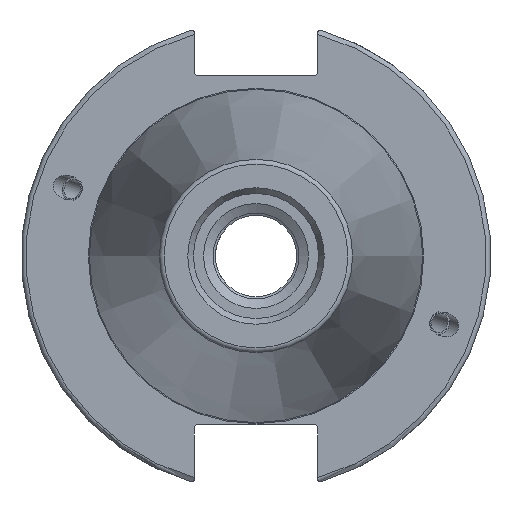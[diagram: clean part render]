
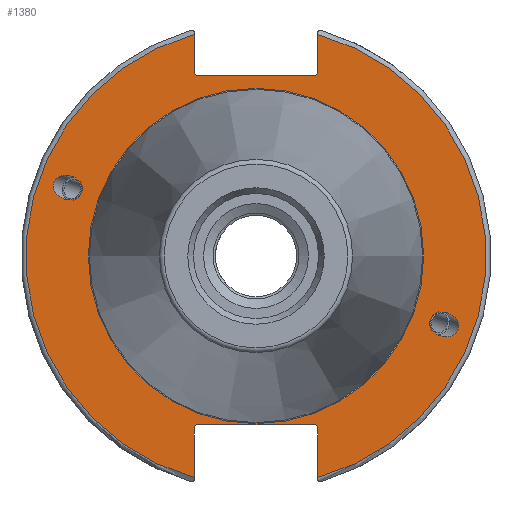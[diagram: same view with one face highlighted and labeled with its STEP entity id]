
A CAD part, left-side view. The second image highlights one B-rep face of the part: STEP entity #1380.
In plain terms, the highlighted planar face has unit normal (-1, 0, 0).
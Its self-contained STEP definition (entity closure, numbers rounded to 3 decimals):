
#31=ELLIPSE('',#1494,3.052,2.5);
#32=ELLIPSE('',#1528,3.052,2.5);
#43=PLANE('',#1534);
#74=FACE_BOUND('',#236,.T.);
#75=FACE_BOUND('',#237,.T.);
#76=FACE_BOUND('',#238,.T.);
#148=FACE_OUTER_BOUND('',#235,.T.);
#235=EDGE_LOOP('',(#1091,#1092,#1093,#1094,#1095,#1096,#1097,#1098,#1099,
#1100,#1101,#1102));
#236=EDGE_LOOP('',(#1103));
#237=EDGE_LOOP('',(#1104));
#238=EDGE_LOOP('',(#1105));
#332=CIRCLE('',#1532,35.125);
#334=CIRCLE('',#1535,48.213);
#335=CIRCLE('',#1536,48.213);
#400=LINE('',#2439,#488);
#401=LINE('',#2441,#489);
#402=LINE('',#2443,#490);
#403=LINE('',#2445,#491);
#404=LINE('',#2447,#492);
#405=LINE('',#2451,#493);
#406=LINE('',#2453,#494);
#407=LINE('',#2455,#495);
#408=LINE('',#2457,#496);
#409=LINE('',#2458,#497);
#488=VECTOR('',#1823,10.);
#489=VECTOR('',#1824,10.);
#490=VECTOR('',#1825,10.);
#491=VECTOR('',#1826,10.);
#492=VECTOR('',#1827,10.);
#493=VECTOR('',#1830,10.);
#494=VECTOR('',#1831,10.);
#495=VECTOR('',#1832,10.);
#496=VECTOR('',#1833,10.);
#497=VECTOR('',#1834,10.);
#603=VERTEX_POINT('',#2185);
#646=VERTEX_POINT('',#2423);
#649=VERTEX_POINT('',#2430);
#650=VERTEX_POINT('',#2435);
#651=VERTEX_POINT('',#2436);
#652=VERTEX_POINT('',#2438);
#653=VERTEX_POINT('',#2440);
#654=VERTEX_POINT('',#2442);
#655=VERTEX_POINT('',#2444);
#656=VERTEX_POINT('',#2446);
#657=VERTEX_POINT('',#2448);
#658=VERTEX_POINT('',#2450);
#659=VERTEX_POINT('',#2452);
#660=VERTEX_POINT('',#2454);
#661=VERTEX_POINT('',#2456);
#756=EDGE_CURVE('',#603,#603,#31,.T.);
#811=EDGE_CURVE('',#646,#646,#32,.T.);
#814=EDGE_CURVE('',#649,#649,#332,.T.);
#816=EDGE_CURVE('',#650,#651,#334,.T.);
#817=EDGE_CURVE('',#650,#652,#400,.T.);
#818=EDGE_CURVE('',#653,#652,#401,.T.);
#819=EDGE_CURVE('',#653,#654,#402,.T.);
#820=EDGE_CURVE('',#655,#654,#403,.T.);
#821=EDGE_CURVE('',#655,#656,#404,.T.);
#822=EDGE_CURVE('',#657,#656,#335,.T.);
#823=EDGE_CURVE('',#657,#658,#405,.T.);
#824=EDGE_CURVE('',#659,#658,#406,.T.);
#825=EDGE_CURVE('',#659,#660,#407,.T.);
#826=EDGE_CURVE('',#661,#660,#408,.T.);
#827=EDGE_CURVE('',#661,#651,#409,.T.);
#1091=ORIENTED_EDGE('',*,*,#816,.F.);
#1092=ORIENTED_EDGE('',*,*,#817,.T.);
#1093=ORIENTED_EDGE('',*,*,#818,.F.);
#1094=ORIENTED_EDGE('',*,*,#819,.T.);
#1095=ORIENTED_EDGE('',*,*,#820,.F.);
#1096=ORIENTED_EDGE('',*,*,#821,.T.);
#1097=ORIENTED_EDGE('',*,*,#822,.F.);
#1098=ORIENTED_EDGE('',*,*,#823,.T.);
#1099=ORIENTED_EDGE('',*,*,#824,.F.);
#1100=ORIENTED_EDGE('',*,*,#825,.T.);
#1101=ORIENTED_EDGE('',*,*,#826,.F.);
#1102=ORIENTED_EDGE('',*,*,#827,.T.);
#1103=ORIENTED_EDGE('',*,*,#756,.T.);
#1104=ORIENTED_EDGE('',*,*,#811,.T.);
#1105=ORIENTED_EDGE('',*,*,#814,.F.);
#1380=ADVANCED_FACE('',(#148,#74,#75,#76),#43,.T.);
#1494=AXIS2_PLACEMENT_3D('',#2187,#1720,#1721);
#1528=AXIS2_PLACEMENT_3D('',#2425,#1807,#1808);
#1532=AXIS2_PLACEMENT_3D('',#2432,#1815,#1816);
#1534=AXIS2_PLACEMENT_3D('',#2434,#1819,#1820);
#1535=AXIS2_PLACEMENT_3D('',#2437,#1821,#1822);
#1536=AXIS2_PLACEMENT_3D('',#2449,#1828,#1829);
#1720=DIRECTION('center_axis',(1.,0.,0.));
#1721=DIRECTION('ref_axis',(0.,-0.94,-0.342));
#1807=DIRECTION('center_axis',(1.,0.,0.));
#1808=DIRECTION('ref_axis',(0.,0.94,0.342));
#1815=DIRECTION('center_axis',(-1.,0.,0.));
#1816=DIRECTION('ref_axis',(0.,-1.,0.));
#1819=DIRECTION('center_axis',(-1.,0.,0.));
#1820=DIRECTION('ref_axis',(0.,0.,1.));
#1821=DIRECTION('center_axis',(1.,0.,0.));
#1822=DIRECTION('ref_axis',(0.,-1.,0.));
#1823=DIRECTION('',(0.,0.,-1.));
#1824=DIRECTION('',(0.,-0.707,0.707));
#1825=DIRECTION('',(0.,1.,0.));
#1826=DIRECTION('',(0.,-0.707,-0.707));
#1827=DIRECTION('',(0.,0.,1.));
#1828=DIRECTION('center_axis',(1.,0.,0.));
#1829=DIRECTION('ref_axis',(0.,1.,0.));
#1830=DIRECTION('',(0.,0.,1.));
#1831=DIRECTION('',(0.,0.707,-0.707));
#1832=DIRECTION('',(0.,-1.,0.));
#1833=DIRECTION('',(0.,0.707,0.707));
#1834=DIRECTION('',(0.,0.,-1.));
#2185=CARTESIAN_POINT('',(3.175,-36.599,-13.321));
#2187=CARTESIAN_POINT('Origin',(3.175,-39.467,-14.365));
#2423=CARTESIAN_POINT('',(3.175,36.599,13.321));
#2425=CARTESIAN_POINT('Origin',(3.175,39.467,14.365));
#2430=CARTESIAN_POINT('',(3.175,0.,35.125));
#2432=CARTESIAN_POINT('Origin',(3.175,0.,0.));
#2434=CARTESIAN_POINT('Origin',(3.175,49.213,0.));
#2435=CARTESIAN_POINT('',(3.175,-12.95,46.441));
#2436=CARTESIAN_POINT('',(3.175,-12.95,-46.441));
#2437=CARTESIAN_POINT('Origin',(3.175,0.,0.));
#2438=CARTESIAN_POINT('',(3.175,-12.95,38.219));
#2439=CARTESIAN_POINT('',(3.175,-12.95,18.86));
#2440=CARTESIAN_POINT('',(3.175,-12.45,37.719));
#2441=CARTESIAN_POINT('',(3.175,12.27,12.999));
#2442=CARTESIAN_POINT('',(3.175,12.45,37.719));
#2443=CARTESIAN_POINT('',(3.175,24.606,37.719));
#2444=CARTESIAN_POINT('',(3.175,12.95,38.219));
#2445=CARTESIAN_POINT('',(3.175,12.336,37.605));
#2446=CARTESIAN_POINT('',(3.175,12.95,46.441));
#2447=CARTESIAN_POINT('',(3.175,12.95,18.86));
#2448=CARTESIAN_POINT('',(3.175,12.95,-46.441));
#2449=CARTESIAN_POINT('Origin',(3.175,0.,0.));
#2450=CARTESIAN_POINT('',(3.175,12.95,-35.806));
#2451=CARTESIAN_POINT('',(3.175,12.95,-17.653));
#2452=CARTESIAN_POINT('',(3.175,12.45,-35.306));
#2453=CARTESIAN_POINT('',(3.175,12.939,-35.795));
#2454=CARTESIAN_POINT('',(3.175,-12.45,-35.306));
#2455=CARTESIAN_POINT('',(3.175,24.606,-35.306));
#2456=CARTESIAN_POINT('',(3.175,-12.95,-35.806));
#2457=CARTESIAN_POINT('',(3.175,11.667,-11.189));
#2458=CARTESIAN_POINT('',(3.175,-12.95,-17.653));
